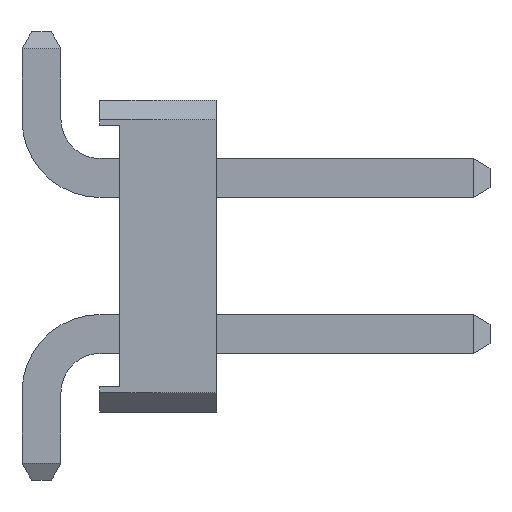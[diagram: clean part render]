
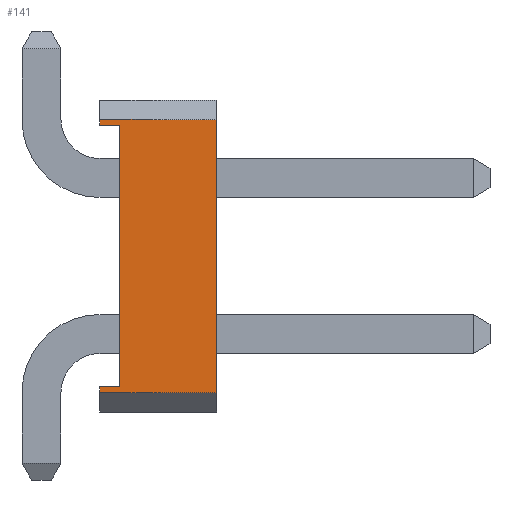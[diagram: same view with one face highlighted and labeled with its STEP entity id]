
A CAD part, left-side view. The second image highlights one B-rep face of the part: STEP entity #141.
In plain terms, the highlighted planar face has unit normal (-1, 0, 0).
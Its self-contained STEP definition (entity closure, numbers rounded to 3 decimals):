
#141=ADVANCED_FACE('',(#397),#398,.T.);
#397=FACE_OUTER_BOUND('',#829,.T.);
#398=PLANE('',#830);
#829=EDGE_LOOP('',(#1512,#1513,#1514,#1515,#1516,#1517,#1518,#1519));
#830=AXIS2_PLACEMENT_3D('',#1520,#1521,#1522);
#1512=ORIENTED_EDGE('',*,*,#2887,.F.);
#1513=ORIENTED_EDGE('',*,*,#2972,.F.);
#1514=ORIENTED_EDGE('',*,*,#2967,.F.);
#1515=ORIENTED_EDGE('',*,*,#2973,.F.);
#1516=ORIENTED_EDGE('',*,*,#2840,.T.);
#1517=ORIENTED_EDGE('',*,*,#2974,.T.);
#1518=ORIENTED_EDGE('',*,*,#2940,.F.);
#1519=ORIENTED_EDGE('',*,*,#2938,.T.);
#1520=CARTESIAN_POINT('',(-9.0,0.0,-1.0));
#1521=DIRECTION('',(-1.0,0.0,0.0));
#1522=DIRECTION('',(0.0,-1.0,0.0));
#2840=EDGE_CURVE('',#3368,#3366,#3369,.T.);
#2887=EDGE_CURVE('',#3456,#3458,#3459,.T.);
#2938=EDGE_CURVE('',#3539,#3458,#3540,.T.);
#2940=EDGE_CURVE('',#3539,#3542,#3543,.T.);
#2967=EDGE_CURVE('',#3594,#3596,#3597,.T.);
#2972=EDGE_CURVE('',#3596,#3456,#3602,.T.);
#2973=EDGE_CURVE('',#3368,#3594,#3603,.T.);
#2974=EDGE_CURVE('',#3366,#3542,#3604,.T.);
#3366=VERTEX_POINT('',#4208);
#3368=VERTEX_POINT('',#4211);
#3369=LINE('',#4212,#4213);
#3456=VERTEX_POINT('',#4345);
#3458=VERTEX_POINT('',#4348);
#3459=LINE('',#4349,#4350);
#3539=VERTEX_POINT('',#4480);
#3540=LINE('',#4481,#4482);
#3542=VERTEX_POINT('',#4485);
#3543=LINE('',#4486,#4487);
#3594=VERTEX_POINT('',#4563);
#3596=VERTEX_POINT('',#4566);
#3597=LINE('',#4567,#4568);
#3602=LINE('',#4577,#4578);
#3603=LINE('',#4579,#4580);
#3604=LINE('',#4581,#4582);
#4208=CARTESIAN_POINT('',(-9.0,0.0,2.75));
#4211=CARTESIAN_POINT('',(-9.0,0.0,-0.75));
#4212=CARTESIAN_POINT('',(-9.0,0.0,-0.75));
#4213=VECTOR('',#5464,3.5);
#4345=CARTESIAN_POINT('',(-9.0,1.25,-0.675));
#4348=CARTESIAN_POINT('',(-9.0,1.25,2.675));
#4349=CARTESIAN_POINT('',(-9.0,1.25,-0.675));
#4350=VECTOR('',#5511,3.35);
#4480=CARTESIAN_POINT('',(-9.0,1.5,2.675));
#4481=CARTESIAN_POINT('',(-9.0,1.5,2.675));
#4482=VECTOR('',#5562,0.25);
#4485=CARTESIAN_POINT('',(-9.0,1.5,2.75));
#4486=CARTESIAN_POINT('',(-9.0,1.5,2.675));
#4487=VECTOR('',#5564,0.075);
#4563=CARTESIAN_POINT('',(-9.0,1.5,-0.75));
#4566=CARTESIAN_POINT('',(-9.0,1.5,-0.675));
#4567=CARTESIAN_POINT('',(-9.0,1.5,-0.75));
#4568=VECTOR('',#5591,0.075);
#4577=CARTESIAN_POINT('',(-9.0,1.5,-0.675));
#4578=VECTOR('',#5596,0.25);
#4579=CARTESIAN_POINT('',(-9.0,0.0,-0.75));
#4580=VECTOR('',#5597,1.5);
#4581=CARTESIAN_POINT('',(-9.0,0.0,2.75));
#4582=VECTOR('',#5598,1.5);
#5464=DIRECTION('',(0.0,0.0,1.0));
#5511=DIRECTION('',(0.0,0.0,1.0));
#5562=DIRECTION('',(0.0,-1.0,0.0));
#5564=DIRECTION('',(0.0,0.0,1.0));
#5591=DIRECTION('',(0.0,0.0,1.0));
#5596=DIRECTION('',(0.0,-1.0,0.0));
#5597=DIRECTION('',(0.0,1.0,0.0));
#5598=DIRECTION('',(0.0,1.0,0.0));
